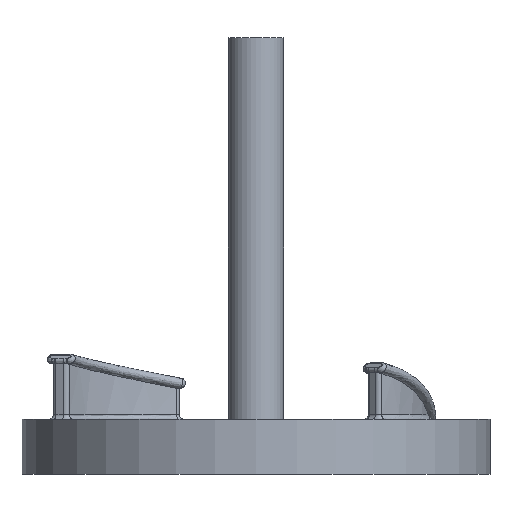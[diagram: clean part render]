
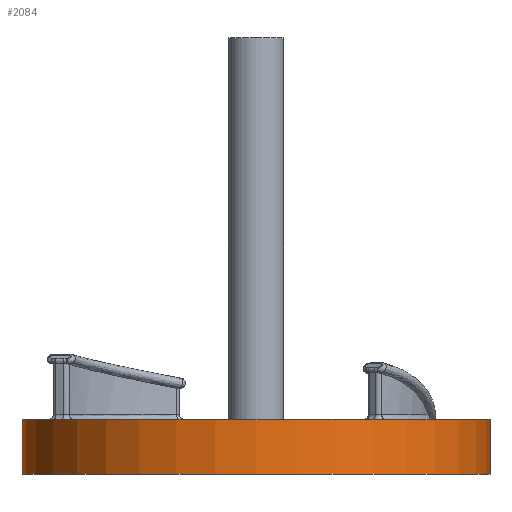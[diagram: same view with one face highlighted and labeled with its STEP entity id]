
A CAD part, front view. The second image highlights one B-rep face of the part: STEP entity #2084.
In plain terms, the highlighted cylindrical face has radius 13.5 mm (diameter 27 mm), a partial arc.
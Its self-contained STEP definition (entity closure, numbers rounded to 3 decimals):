
#3 = ORIENTED_EDGE ( 'NONE', *, *, #3370, .F. ) ;
#154 = CYLINDRICAL_SURFACE ( 'NONE', #192, 13.5 ) ;
#183 = CIRCLE ( 'NONE', #688, 13.5 ) ;
#192 = AXIS2_PLACEMENT_3D ( 'NONE', #1327, #3417, #2539 ) ;
#230 = CARTESIAN_POINT ( 'NONE',  ( -13.5, 0., -3.175 ) ) ;
#297 = CARTESIAN_POINT ( 'NONE',  ( 0., 0., 0. ) ) ;
#447 = ORIENTED_EDGE ( 'NONE', *, *, #2892, .T. ) ;
#498 = AXIS2_PLACEMENT_3D ( 'NONE', #297, #3015, #656 ) ;
#634 = DIRECTION ( 'NONE',  ( 0., 0., 1. ) ) ;
#656 = DIRECTION ( 'NONE',  ( 1., 0., 0. ) ) ;
#688 = AXIS2_PLACEMENT_3D ( 'NONE', #3107, #1272, #1289 ) ;
#880 = CIRCLE ( 'NONE', #498, 13.5 ) ;
#894 = VERTEX_POINT ( 'NONE', #2517 ) ;
#1272 = DIRECTION ( 'NONE',  ( 0., 0., 1. ) ) ;
#1289 = DIRECTION ( 'NONE',  ( 1., 0., 0. ) ) ;
#1327 = CARTESIAN_POINT ( 'NONE',  ( 0., 0., -3.175 ) ) ;
#1377 = CARTESIAN_POINT ( 'NONE',  ( 13.5, 0., -3.175 ) ) ;
#1444 = ORIENTED_EDGE ( 'NONE', *, *, #1468, .F. ) ;
#1468 = EDGE_CURVE ( 'NONE', #894, #3108, #880, .T. ) ;
#1582 = EDGE_LOOP ( 'NONE', ( #3, #447, #2104, #1444 ) ) ;
#1642 = CARTESIAN_POINT ( 'NONE',  ( 13.5, 0., 0. ) ) ;
#1733 = VERTEX_POINT ( 'NONE', #230 ) ;
#1831 = CARTESIAN_POINT ( 'NONE',  ( 13.5, 0., -3.175 ) ) ;
#2084 = ADVANCED_FACE ( 'NONE', ( #3201 ), #154, .T. ) ;
#2104 = ORIENTED_EDGE ( 'NONE', *, *, #2607, .T. ) ;
#2517 = CARTESIAN_POINT ( 'NONE',  ( -13.5, 0., 0. ) ) ;
#2539 = DIRECTION ( 'NONE',  ( 1., 0., 0. ) ) ;
#2607 = EDGE_CURVE ( 'NONE', #3695, #3108, #3865, .T. ) ;
#2783 = CARTESIAN_POINT ( 'NONE',  ( -13.5, 0., -3.175 ) ) ;
#2892 = EDGE_CURVE ( 'NONE', #1733, #3695, #183, .T. ) ;
#2954 = VECTOR ( 'NONE', #3800, 1000. ) ;
#3015 = DIRECTION ( 'NONE',  ( 0., 0., 1. ) ) ;
#3107 = CARTESIAN_POINT ( 'NONE',  ( 0., 0., -3.175 ) ) ;
#3108 = VERTEX_POINT ( 'NONE', #1642 ) ;
#3201 = FACE_OUTER_BOUND ( 'NONE', #1582, .T. ) ;
#3327 = LINE ( 'NONE', #2783, #3389 ) ;
#3370 = EDGE_CURVE ( 'NONE', #1733, #894, #3327, .T. ) ;
#3389 = VECTOR ( 'NONE', #634, 1000. ) ;
#3417 = DIRECTION ( 'NONE',  ( 0., 0., 1. ) ) ;
#3695 = VERTEX_POINT ( 'NONE', #1831 ) ;
#3800 = DIRECTION ( 'NONE',  ( 0., 0., 1. ) ) ;
#3865 = LINE ( 'NONE', #1377, #2954 ) ;
